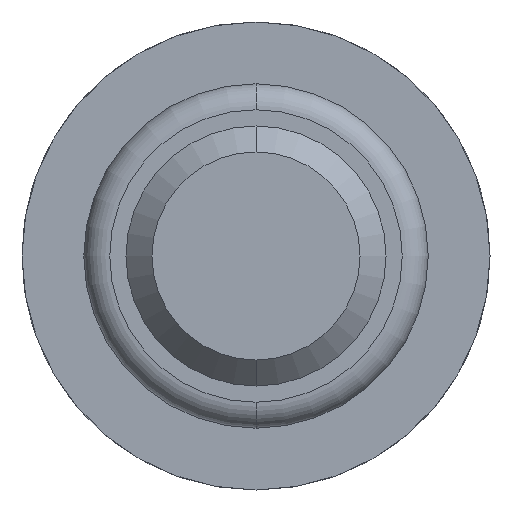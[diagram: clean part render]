
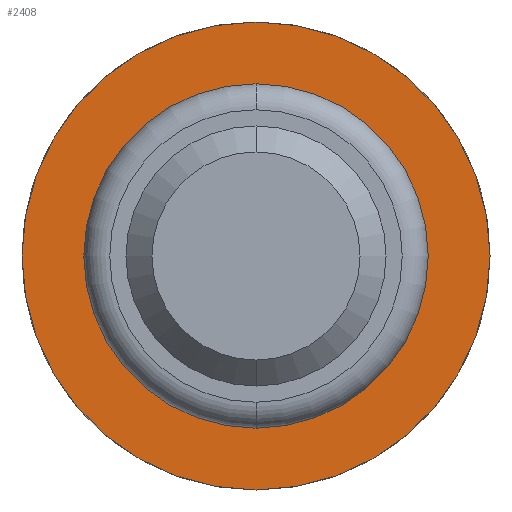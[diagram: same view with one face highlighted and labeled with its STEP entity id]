
A CAD part, front view. The second image highlights one B-rep face of the part: STEP entity #2408.
In plain terms, the highlighted planar face has unit normal (0, -1, 0).
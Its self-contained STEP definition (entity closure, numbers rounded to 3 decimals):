
#38 = DIRECTION ( 'NONE',  ( 0., 0., 1. ) ) ;
#86 = DIRECTION ( 'NONE',  ( 0., 1., 0. ) ) ;
#437 = AXIS2_PLACEMENT_3D ( 'NONE', #4421, #3626, #38 ) ;
#454 = CARTESIAN_POINT ( 'NONE',  ( 0., -1.8, 1.8 ) ) ;
#478 = CARTESIAN_POINT ( 'NONE',  ( 0., -1.8, 0. ) ) ;
#719 = CARTESIAN_POINT ( 'NONE',  ( 0., -1.8, 0. ) ) ;
#747 = EDGE_CURVE ( 'Defeature ausgef�hrt4_13+Defeature ausgef�hrt4_14+Defeature ausgef�hrt4_14+Defeature ausgef�hrt4_14', #940, #2483, #3302, .T. ) ;
#859 = ORIENTED_EDGE ( 'NONE', *, *, #2425, .F. ) ;
#940 = VERTEX_POINT ( 'NONE', #3779 ) ;
#1075 = CIRCLE ( 'NONE', #437, 1.8 ) ;
#1191 = EDGE_CURVE ( 'Defeature ausgef�hrt4_13+Defeature ausgef�hrt4_14+Defeature ausgef�hrt4_14+Defeature ausgef�hrt4_14', #2483, #940, #5121, .T. ) ;
#1292 = AXIS2_PLACEMENT_3D ( 'NONE', #4084, #86, #2045 ) ;
#1655 = EDGE_LOOP ( 'NONE', ( #4826, #4554 ) ) ;
#1713 = DIRECTION ( 'NONE',  ( 0., 0., 1. ) ) ;
#1965 = AXIS2_PLACEMENT_3D ( 'NONE', #478, #3713, #1713 ) ;
#2045 = DIRECTION ( 'NONE',  ( 0., 0., 1. ) ) ;
#2099 = VERTEX_POINT ( 'NONE', #454 ) ;
#2328 = ORIENTED_EDGE ( 'NONE', *, *, #4608, .F. ) ;
#2408 = ADVANCED_FACE ( 'Defeature ausgef�hrt4_13', ( #4135, #3405 ), #4462, .F. ) ;
#2425 = EDGE_CURVE ( 'Defeature ausgef�hrt4_12+Defeature ausgef�hrt4_13+Defeature ausgef�hrt4_13+Defeature ausgef�hrt4_13', #2099, #3364, #1075, .T. ) ;
#2468 = DIRECTION ( 'NONE',  ( 0., 1., 0. ) ) ;
#2483 = VERTEX_POINT ( 'NONE', #4840 ) ;
#2710 = DIRECTION ( 'NONE',  ( 0., 1., 0. ) ) ;
#2744 = DIRECTION ( 'NONE',  ( 0., 0., 1. ) ) ;
#2828 = DIRECTION ( 'NONE',  ( 0., 0., 1. ) ) ;
#3049 = EDGE_LOOP ( 'NONE', ( #859, #2328 ) ) ;
#3243 = AXIS2_PLACEMENT_3D ( 'NONE', #4858, #2468, #2828 ) ;
#3302 = CIRCLE ( 'NONE', #1965, 1.325 ) ;
#3364 = VERTEX_POINT ( 'NONE', #4081 ) ;
#3405 = FACE_BOUND ( 'NONE', #1655, .T. ) ;
#3426 = AXIS2_PLACEMENT_3D ( 'NONE', #719, #2710, #2744 ) ;
#3626 = DIRECTION ( 'NONE',  ( 0., 1., 0. ) ) ;
#3713 = DIRECTION ( 'NONE',  ( 0., 1., 0. ) ) ;
#3779 = CARTESIAN_POINT ( 'NONE',  ( 0., -1.8, 1.325 ) ) ;
#4081 = CARTESIAN_POINT ( 'NONE',  ( 0., -1.8, -1.8 ) ) ;
#4084 = CARTESIAN_POINT ( 'NONE',  ( 0., -1.8, 0. ) ) ;
#4135 = FACE_OUTER_BOUND ( 'NONE', #3049, .T. ) ;
#4322 = CIRCLE ( 'NONE', #3426, 1.8 ) ;
#4421 = CARTESIAN_POINT ( 'NONE',  ( 0., -1.8, 0. ) ) ;
#4462 = PLANE ( 'NONE',  #3243 ) ;
#4554 = ORIENTED_EDGE ( 'NONE', *, *, #1191, .T. ) ;
#4608 = EDGE_CURVE ( 'Defeature ausgef�hrt4_12+Defeature ausgef�hrt4_13+Defeature ausgef�hrt4_13+Defeature ausgef�hrt4_13', #3364, #2099, #4322, .T. ) ;
#4826 = ORIENTED_EDGE ( 'NONE', *, *, #747, .T. ) ;
#4840 = CARTESIAN_POINT ( 'NONE',  ( 0., -1.8, -1.325 ) ) ;
#4858 = CARTESIAN_POINT ( 'NONE',  ( 1.8, -1.8, 0. ) ) ;
#5121 = CIRCLE ( 'NONE', #1292, 1.325 ) ;
